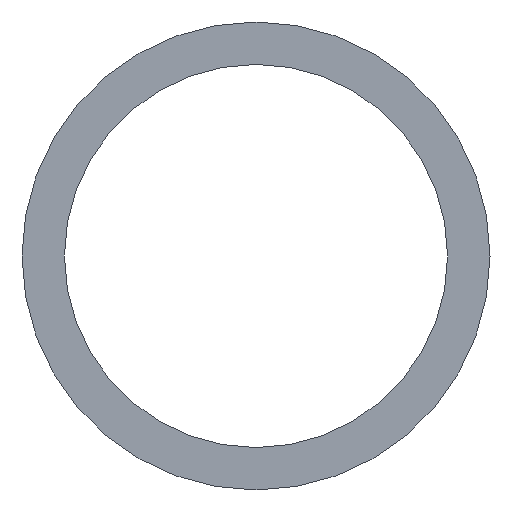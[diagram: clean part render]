
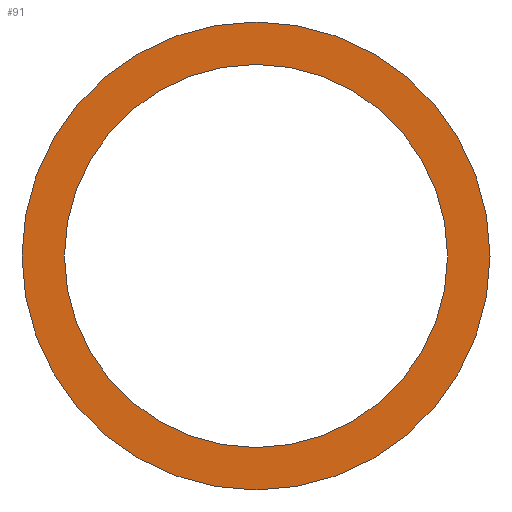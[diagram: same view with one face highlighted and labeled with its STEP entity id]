
A CAD part, left-side view. The second image highlights one B-rep face of the part: STEP entity #91.
In plain terms, the highlighted planar face has unit normal (-1, 0, 0).
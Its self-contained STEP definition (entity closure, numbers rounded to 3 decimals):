
#57 = VERTEX_POINT( '', #127 );
#59 = EDGE_CURVE( '', #103, #57, #129, .T. );
#61 = EDGE_CURVE( '', #57, #103, #131, .T. );
#65 = EDGE_CURVE( '', #93, #69, #136, .T. );
#69 = VERTEX_POINT( '', #141 );
#73 = EDGE_CURVE( '', #69, #93, #145, .T. );
#91 = ADVANCED_FACE( '', ( #165, #166 ), #167, .F. );
#93 = VERTEX_POINT( '', #169 );
#103 = VERTEX_POINT( '', #181 );
#127 = CARTESIAN_POINT( '', ( 0., 0., 140. ) );
#129 = CIRCLE( '', #199, 140. );
#131 = CIRCLE( '', #202, 140. );
#136 = CIRCLE( '', #208, 114.6 );
#141 = CARTESIAN_POINT( '', ( 0., 0., -114.6 ) );
#145 = CIRCLE( '', #220, 114.6 );
#165 = FACE_OUTER_BOUND( '', #248, .T. );
#166 = FACE_BOUND( '', #249, .T. );
#167 = PLANE( '', #250 );
#169 = CARTESIAN_POINT( '', ( 0., 0., 114.6 ) );
#181 = CARTESIAN_POINT( '', ( 0., 0., -140. ) );
#199 = AXIS2_PLACEMENT_3D( '', #269, #270, #271 );
#202 = AXIS2_PLACEMENT_3D( '', #272, #273, #274 );
#208 = AXIS2_PLACEMENT_3D( '', #283, #284, #285 );
#220 = AXIS2_PLACEMENT_3D( '', #295, #296, #297 );
#248 = EDGE_LOOP( '', ( #324, #325 ) );
#249 = EDGE_LOOP( '', ( #326, #327 ) );
#250 = AXIS2_PLACEMENT_3D( '', #328, #329, #330 );
#269 = CARTESIAN_POINT( '', ( 0., 0., 0. ) );
#270 = DIRECTION( '', ( 1., 0., 0. ) );
#271 = DIRECTION( '', ( 0., 0., -1. ) );
#272 = CARTESIAN_POINT( '', ( 0., 0., 0. ) );
#273 = DIRECTION( '', ( 1., 0., 0. ) );
#274 = DIRECTION( '', ( 0., 0., -1. ) );
#283 = CARTESIAN_POINT( '', ( 0., 0., 0. ) );
#284 = DIRECTION( '', ( 1., 0., 0. ) );
#285 = DIRECTION( '', ( 0., 0., -1. ) );
#295 = CARTESIAN_POINT( '', ( 0., 0., 0. ) );
#296 = DIRECTION( '', ( 1., 0., 0. ) );
#297 = DIRECTION( '', ( 0., 0., -1. ) );
#324 = ORIENTED_EDGE( '', *, *, #59, .F. );
#325 = ORIENTED_EDGE( '', *, *, #61, .F. );
#326 = ORIENTED_EDGE( '', *, *, #73, .T. );
#327 = ORIENTED_EDGE( '', *, *, #65, .T. );
#328 = CARTESIAN_POINT( '', ( 0., 0., 0. ) );
#329 = DIRECTION( '', ( 1., 0., 0. ) );
#330 = DIRECTION( '', ( 0., 0., -1. ) );
